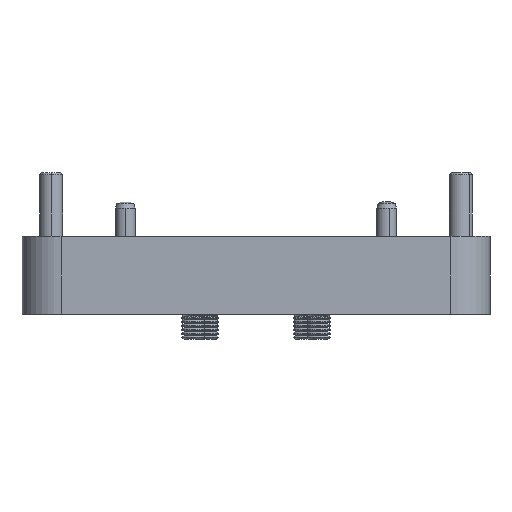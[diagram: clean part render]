
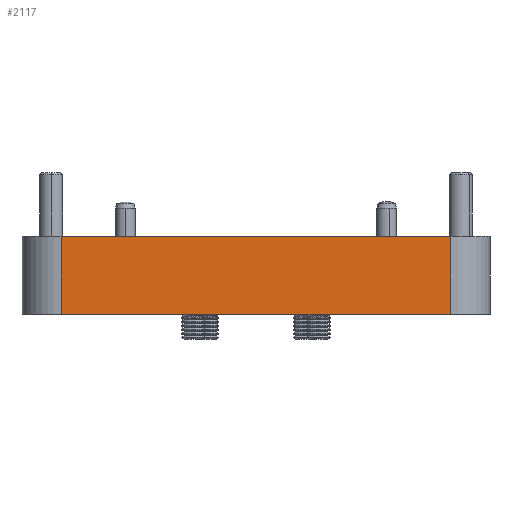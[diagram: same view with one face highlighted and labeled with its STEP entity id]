
A CAD part, left-side view. The second image highlights one B-rep face of the part: STEP entity #2117.
In plain terms, the highlighted planar face has unit normal (-1, 0, 0).
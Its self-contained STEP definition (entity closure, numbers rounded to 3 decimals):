
#301 = DIRECTION ( 'NONE',  ( 0., -1., 0. ) ) ;
#692 = VECTOR ( 'NONE', #1687, 1000. ) ;
#824 = CARTESIAN_POINT ( 'NONE',  ( -144., 50., 0. ) ) ;
#1007 = DIRECTION ( 'NONE',  ( 0., 0., -1. ) ) ;
#1144 = LINE ( 'NONE', #4334, #692 ) ;
#1187 = PLANE ( 'NONE',  #7954 ) ;
#1558 = VECTOR ( 'NONE', #6056, 1000. ) ;
#1641 = VERTEX_POINT ( 'NONE', #2939 ) ;
#1687 = DIRECTION ( 'NONE',  ( 0., -1., 0. ) ) ;
#1907 = VECTOR ( 'NONE', #301, 1000. ) ;
#1963 = CARTESIAN_POINT ( 'NONE',  ( -144., -50., 20. ) ) ;
#1998 = DIRECTION ( 'NONE',  ( 1., 0., 0. ) ) ;
#2117 = ADVANCED_FACE ( 'NONE', ( #5428 ), #1187, .F. ) ;
#2377 = ORIENTED_EDGE ( 'NONE', *, *, #6206, .T. ) ;
#2444 = LINE ( 'NONE', #7089, #4790 ) ;
#2653 = EDGE_CURVE ( 'NONE', #4040, #8064, #2444, .T. ) ;
#2933 = CARTESIAN_POINT ( 'NONE',  ( -144., -50., 0. ) ) ;
#2939 = CARTESIAN_POINT ( 'NONE',  ( -144., -50., 20. ) ) ;
#3160 = CARTESIAN_POINT ( 'NONE',  ( -144., -60., 20. ) ) ;
#3186 = CARTESIAN_POINT ( 'NONE',  ( -144., -60., 0. ) ) ;
#4040 = VERTEX_POINT ( 'NONE', #5460 ) ;
#4334 = CARTESIAN_POINT ( 'NONE',  ( -144., -60., 20. ) ) ;
#4766 = ORIENTED_EDGE ( 'NONE', *, *, #7777, .T. ) ;
#4790 = VECTOR ( 'NONE', #1007, 1000. ) ;
#5369 = ORIENTED_EDGE ( 'NONE', *, *, #2653, .T. ) ;
#5428 = FACE_OUTER_BOUND ( 'NONE', #6915, .T. ) ;
#5444 = EDGE_CURVE ( 'NONE', #4040, #1641, #1144, .T. ) ;
#5460 = CARTESIAN_POINT ( 'NONE',  ( -144., 50., 20. ) ) ;
#5714 = LINE ( 'NONE', #3186, #1907 ) ;
#6056 = DIRECTION ( 'NONE',  ( 0., 0., 1. ) ) ;
#6206 = EDGE_CURVE ( 'NONE', #7059, #1641, #7675, .T. ) ;
#6658 = ORIENTED_EDGE ( 'NONE', *, *, #5444, .F. ) ;
#6915 = EDGE_LOOP ( 'NONE', ( #6658, #5369, #4766, #2377 ) ) ;
#7059 = VERTEX_POINT ( 'NONE', #2933 ) ;
#7089 = CARTESIAN_POINT ( 'NONE',  ( -144., 50., 20. ) ) ;
#7422 = DIRECTION ( 'NONE',  ( 0., 0., -1. ) ) ;
#7675 = LINE ( 'NONE', #1963, #1558 ) ;
#7777 = EDGE_CURVE ( 'NONE', #8064, #7059, #5714, .T. ) ;
#7954 = AXIS2_PLACEMENT_3D ( 'NONE', #3160, #1998, #7422 ) ;
#8064 = VERTEX_POINT ( 'NONE', #824 ) ;
